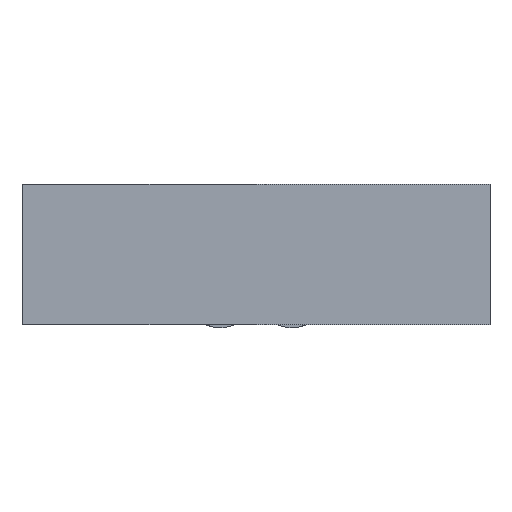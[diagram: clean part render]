
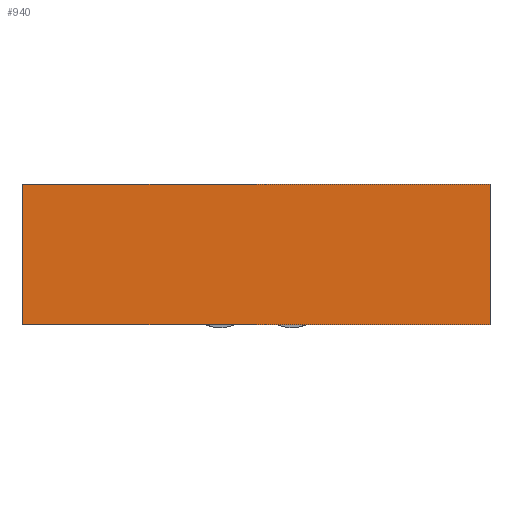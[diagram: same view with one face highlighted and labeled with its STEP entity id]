
A CAD part, front view. The second image highlights one B-rep face of the part: STEP entity #940.
In plain terms, the highlighted planar face has unit normal (0, -1, 0).
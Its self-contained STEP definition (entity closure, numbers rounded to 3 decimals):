
#38=DIRECTION('',(1.,0.,0.));
#39=VECTOR('',#38,15.);
#40=CARTESIAN_POINT('',(-7.5,-4.5,0.));
#41=LINE('',#40,#39);
#169=DIRECTION('',(1.,0.,0.));
#170=VECTOR('',#169,15.);
#171=CARTESIAN_POINT('',(-7.5,-4.5,4.5));
#172=LINE('',#171,#170);
#313=DIRECTION('',(0.,0.,1.));
#314=VECTOR('',#313,4.5);
#315=CARTESIAN_POINT('',(7.5,-4.5,0.));
#316=LINE('',#315,#314);
#317=DIRECTION('',(0.,0.,1.));
#318=VECTOR('',#317,4.5);
#319=CARTESIAN_POINT('',(-7.5,-4.5,0.));
#320=LINE('',#319,#318);
#404=CARTESIAN_POINT('',(7.5,-4.5,0.));
#406=VERTEX_POINT('',#404);
#409=CARTESIAN_POINT('',(-7.5,-4.5,0.));
#411=VERTEX_POINT('',#409);
#412=CARTESIAN_POINT('',(7.5,-4.5,4.5));
#414=VERTEX_POINT('',#412);
#417=CARTESIAN_POINT('',(-7.5,-4.5,4.5));
#419=VERTEX_POINT('',#417);
#928=CARTESIAN_POINT('',(-7.5,-4.5,0.));
#929=DIRECTION('',(0.,-1.,0.));
#930=DIRECTION('',(1.,0.,0.));
#931=AXIS2_PLACEMENT_3D('',#928,#929,#930);
#932=PLANE('',#931);
#933=ORIENTED_EDGE('',*,*,#521,.F.);
#935=ORIENTED_EDGE('',*,*,#934,.T.);
#936=ORIENTED_EDGE('',*,*,#660,.T.);
#937=ORIENTED_EDGE('',*,*,#921,.F.);
#938=EDGE_LOOP('',(#933,#935,#936,#937));
#939=FACE_OUTER_BOUND('',#938,.F.);
#940=ADVANCED_FACE('',(#939),#932,.T.);
#521=EDGE_CURVE('',#411,#406,#41,.T.);
#660=EDGE_CURVE('',#419,#414,#172,.T.);
#921=EDGE_CURVE('',#406,#414,#316,.T.);
#934=EDGE_CURVE('',#411,#419,#320,.T.);
